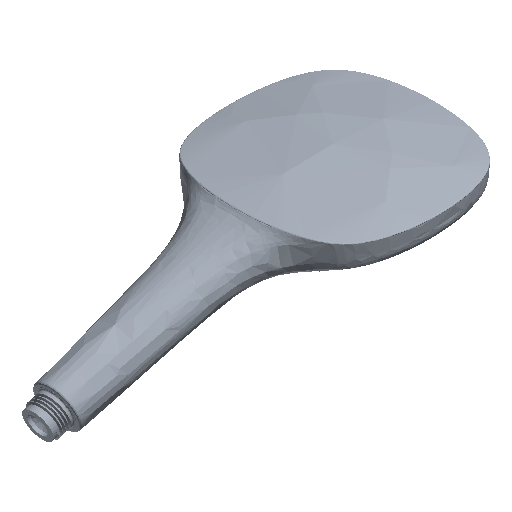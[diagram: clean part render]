
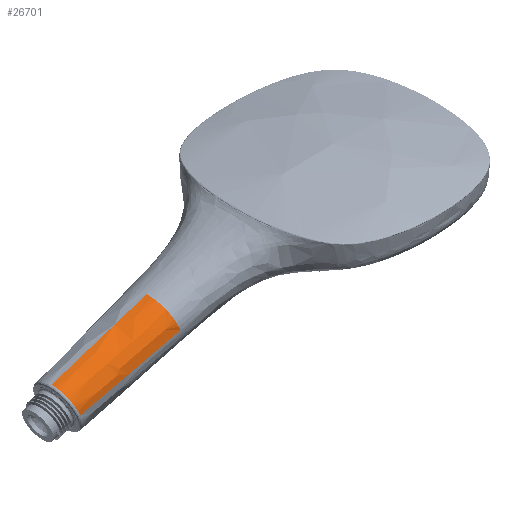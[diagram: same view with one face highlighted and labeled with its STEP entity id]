
A CAD part, isometric view. The second image highlights one B-rep face of the part: STEP entity #26701.
In plain terms, the highlighted free-form (B-spline) face has degree [5, 6] with [6, 7] control points.
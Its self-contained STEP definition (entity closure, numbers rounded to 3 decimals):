
#19381=CARTESIAN_POINT(' ',(-113.493,-12.241,17.428));
#19382=VERTEX_POINT(' ',#19381);
#19396=CARTESIAN_POINT(' ',(-110.969,-16.961,9.016));
#19401=CARTESIAN_POINT(' ',(-111.559,-16.731,10.943));
#19406=CARTESIAN_POINT(' ',(-112.137,-16.01,12.851));
#19411=CARTESIAN_POINT(' ',(-112.957,-14.139,15.602));
#19416=CARTESIAN_POINT(' ',(-113.244,-13.262,16.572));
#19421=CARTESIAN_POINT(' ',(-113.493,-12.241,17.428));
#19426=B_SPLINE_CURVE_WITH_KNOTS('',3,(#19396,#19401,#19406,#19411,#19416,#19421),.UNSPECIFIED.,.F.,.U.,(4,2,4),(0.,0.619,1.),.UNSPECIFIED.);
#19431=CARTESIAN_POINT(' ',(-110.969,-16.961,9.016));
#19432=VERTEX_POINT(' ',#19431);
#19436=EDGE_CURVE(' ',#19432,#19382,#19426,.T.);
#26141=CARTESIAN_POINT(' ',(-114.179,-8.279,19.846));
#26142=VERTEX_POINT(' ',#26141);
#26156=CARTESIAN_POINT(' ',(-109.834,-1.919,6.111));
#26161=DIRECTION(' ',(-0.955,0.015,-0.295));
#26166=DIRECTION(' ',(-0.232,-0.655,0.719));
#26171=AXIS2_PLACEMENT_3D(' ',#26156,#26161,#26166);
#26176=CIRCLE('',#26171,15.748);
#26181=EDGE_CURVE(' ',#19382,#26142,#26176,.T.);
#26211=CARTESIAN_POINT(' ',(-114.525,0.,21.452));
#26216=CARTESIAN_POINT(' ',(-114.62,-4.614,21.421));
#26221=CARTESIAN_POINT(' ',(-114.376,-8.823,20.459));
#26226=CARTESIAN_POINT(' ',(-113.806,-12.377,18.443));
#26231=CARTESIAN_POINT(' ',(-112.971,-15.019,15.603));
#26236=CARTESIAN_POINT(' ',(-111.984,-16.565,12.331));
#26241=CARTESIAN_POINT(' ',(-110.969,-16.961,9.016));
#26246=CARTESIAN_POINT(' ',(-126.184,0.,17.742));
#26251=CARTESIAN_POINT(' ',(-126.261,-4.343,17.717));
#26256=CARTESIAN_POINT(' ',(-126.004,-8.36,16.76));
#26261=CARTESIAN_POINT(' ',(-125.404,-11.796,14.777));
#26266=CARTESIAN_POINT(' ',(-124.536,-14.382,11.973));
#26271=CARTESIAN_POINT(' ',(-123.521,-15.924,8.713));
#26276=CARTESIAN_POINT(' ',(-122.481,-16.355,5.375));
#26281=CARTESIAN_POINT(' ',(-137.832,0.,13.994));
#26286=CARTESIAN_POINT(' ',(-137.89,-4.071,13.974));
#26291=CARTESIAN_POINT(' ',(-137.629,-7.898,13.044));
#26296=CARTESIAN_POINT(' ',(-137.041,-11.212,11.132));
#26301=CARTESIAN_POINT(' ',(-136.193,-13.74,8.42));
#26306=CARTESIAN_POINT(' ',(-135.194,-15.275,5.24));
#26311=CARTESIAN_POINT(' ',(-134.158,-15.738,1.95));
#26316=CARTESIAN_POINT(' ',(-149.467,0.,10.207));
#26321=CARTESIAN_POINT(' ',(-149.506,-3.8,10.194));
#26326=CARTESIAN_POINT(' ',(-149.24,-7.423,9.291));
#26331=CARTESIAN_POINT(' ',(-148.663,-10.611,7.443));
#26336=CARTESIAN_POINT(' ',(-147.829,-13.08,4.809));
#26341=CARTESIAN_POINT(' ',(-146.837,-14.612,1.689));
#26346=CARTESIAN_POINT(' ',(-145.799,-15.112,-1.573));
#26351=CARTESIAN_POINT(' ',(-161.089,0.,6.382));
#26356=CARTESIAN_POINT(' ',(-161.11,-3.529,6.375));
#26361=CARTESIAN_POINT(' ',(-160.838,-6.971,5.494));
#26366=CARTESIAN_POINT(' ',(-160.272,-10.047,3.715));
#26371=CARTESIAN_POINT(' ',(-159.459,-12.462,1.177));
#26376=CARTESIAN_POINT(' ',(-158.485,-13.988,-1.857));
#26381=CARTESIAN_POINT(' ',(-157.454,-14.519,-5.066));
#26386=CARTESIAN_POINT(' ',(-172.701,0.,2.523));
#26391=CARTESIAN_POINT(' ',(-172.703,-3.257,2.523));
#26396=CARTESIAN_POINT(' ',(-172.428,-6.505,1.671));
#26401=CARTESIAN_POINT(' ',(-171.875,-9.45,-0.034));
#26406=CARTESIAN_POINT(' ',(-171.082,-11.797,-2.477));
#26411=CARTESIAN_POINT(' ',(-170.125,-13.312,-5.427));
#26416=CARTESIAN_POINT(' ',(-169.101,-13.876,-8.584));
#26421=B_SPLINE_SURFACE_WITH_KNOTS(' ',5,6,((#26211,#26216,#26221,#26226,#26231,#26236,#26241),(#26246,#26251,#26256,#26261,#26266,#26271,#26276),(#26281,#26286,#26291,#26296,#26301,#26306,#26311),(#26316,#26321,#26326,#26331,#26336,#26341,#26346),(#26351,#26356,#26361,#26366,#26371,#26376,#26381),(#26386,#26391,#26396,#26401,#26406,#26411,#26416)),.UNSPECIFIED.,.F.,.F.,.U.,(6,6),(7,7),(0.,60.998),(0.,22.408),.UNSPECIFIED.);
#26426=CARTESIAN_POINT(' ',(-110.969,-16.961,9.016));
#26431=CARTESIAN_POINT(' ',(-117.055,-16.641,7.091));
#26436=CARTESIAN_POINT(' ',(-123.194,-16.316,5.232));
#26441=CARTESIAN_POINT(' ',(-133.123,-15.791,2.238));
#26446=CARTESIAN_POINT(' ',(-136.909,-15.591,1.101));
#26451=CARTESIAN_POINT(' ',(-140.696,-15.391,-0.036));
#26456=B_SPLINE_CURVE_WITH_KNOTS('',3,(#26426,#26431,#26436,#26441,#26446,#26451),.UNSPECIFIED.,.F.,.U.,(4,2,4),(0.,0.619,1.),.UNSPECIFIED.);
#26461=CARTESIAN_POINT(' ',(-140.696,-15.391,-0.036));
#26462=VERTEX_POINT(' ',#26461);
#26466=EDGE_CURVE(' ',#19432,#26462,#26456,.T.);
#26471=ORIENTED_EDGE(' ',*,*,#26466,.F.);
#26476=ORIENTED_EDGE(' ',*,*,#19436,.T.);
#26481=ORIENTED_EDGE(' ',*,*,#26181,.T.);
#26486=CARTESIAN_POINT(' ',(-114.179,-8.279,19.846));
#26491=CARTESIAN_POINT(' ',(-114.391,-6.479,20.621));
#26496=CARTESIAN_POINT(' ',(-114.514,-4.461,21.124));
#26501=CARTESIAN_POINT(' ',(-114.545,-1.547,21.408));
#26506=CARTESIAN_POINT(' ',(-114.541,-0.781,21.447));
#26511=CARTESIAN_POINT(' ',(-114.525,0.,21.452));
#26516=B_SPLINE_CURVE_WITH_KNOTS('',3,(#26486,#26491,#26496,#26501,#26506,#26511),.UNSPECIFIED.,.F.,.U.,(4,2,4),(0.,0.743,1.),.UNSPECIFIED.);
#26521=CARTESIAN_POINT(' ',(-114.525,0.,21.452));
#26522=VERTEX_POINT(' ',#26521);
#26526=EDGE_CURVE(' ',#26142,#26522,#26516,.T.);
#26531=ORIENTED_EDGE(' ',*,*,#26526,.T.);
#26536=CARTESIAN_POINT(' ',(1328.844,-0.023,-4513.44));
#26541=DIRECTION(' ',(0.,-1.,0.));
#26546=DIRECTION(' ',(-0.303,0.,0.953));
#26551=AXIS2_PLACEMENT_3D(' ',#26536,#26541,#26546);
#26556=CIRCLE('',#26551,4759.051);
#26561=CARTESIAN_POINT(' ',(-172.701,0.,2.523));
#26562=VERTEX_POINT(' ',#26561);
#26566=EDGE_CURVE(' ',#26522,#26562,#26556,.T.);
#26571=ORIENTED_EDGE(' ',*,*,#26566,.T.);
#26576=CARTESIAN_POINT(' ',(-169.094,-13.876,-8.582));
#26581=CARTESIAN_POINT(' ',(-169.592,-13.602,-7.049));
#26586=CARTESIAN_POINT(' ',(-170.075,-13.042,-5.562));
#26591=CARTESIAN_POINT(' ',(-170.952,-11.42,-2.861));
#26596=CARTESIAN_POINT(' ',(-171.347,-10.358,-1.646));
#26601=CARTESIAN_POINT(' ',(-171.999,-7.86,0.363));
#26606=CARTESIAN_POINT(' ',(-172.257,-6.425,1.157));
#26611=CARTESIAN_POINT(' ',(-172.61,-3.331,2.242));
#26616=CARTESIAN_POINT(' ',(-172.701,-1.673,2.523));
#26621=CARTESIAN_POINT(' ',(-172.701,0.,2.523));
#26626=B_SPLINE_CURVE_WITH_KNOTS('',3,(#26576,#26581,#26586,#26591,#26596,#26601,#26606,#26611,#26616,#26621),.UNSPECIFIED.,.F.,.U.,(4,2,2,2,4),(0.,0.249,0.498,0.746,1.),.UNSPECIFIED.);
#26631=CARTESIAN_POINT(' ',(-169.094,-13.876,-8.582));
#26632=VERTEX_POINT(' ',#26631);
#26636=EDGE_CURVE(' ',#26632,#26562,#26626,.T.);
#26641=ORIENTED_EDGE(' ',*,*,#26636,.F.);
#26646=CARTESIAN_POINT(' ',(-140.696,-15.391,-0.036));
#26651=CARTESIAN_POINT(' ',(-149.134,-14.945,-2.571));
#26656=CARTESIAN_POINT(' ',(-157.577,-14.504,-5.108));
#26661=CARTESIAN_POINT(' ',(-167.042,-13.989,-7.962));
#26666=CARTESIAN_POINT(' ',(-168.068,-13.933,-8.272));
#26671=CARTESIAN_POINT(' ',(-169.094,-13.876,-8.582));
#26676=B_SPLINE_CURVE_WITH_KNOTS('',3,(#26646,#26651,#26656,#26661,#26666,#26671),.UNSPECIFIED.,.F.,.U.,(4,2,4),(0.,0.892,1.),.UNSPECIFIED.);
#26681=EDGE_CURVE(' ',#26462,#26632,#26676,.T.);
#26686=ORIENTED_EDGE(' ',*,*,#26681,.F.);
#26691=EDGE_LOOP(' ',(#26471,#26476,#26481,#26531,#26571,#26641,#26686));
#26696=FACE_OUTER_BOUND(' ',#26691,.T.);
#26701=ADVANCED_FACE('',(#26696),#26421,.T.);
